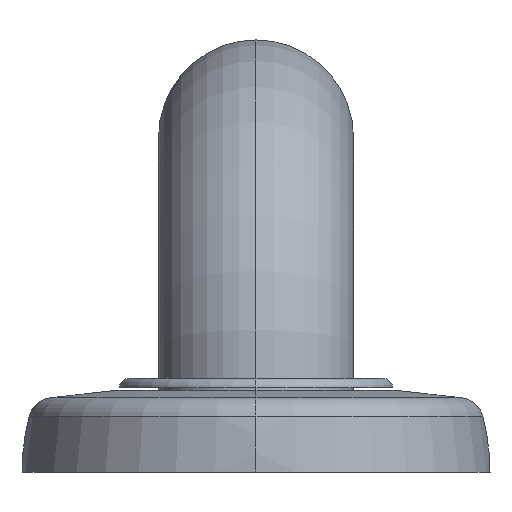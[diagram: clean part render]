
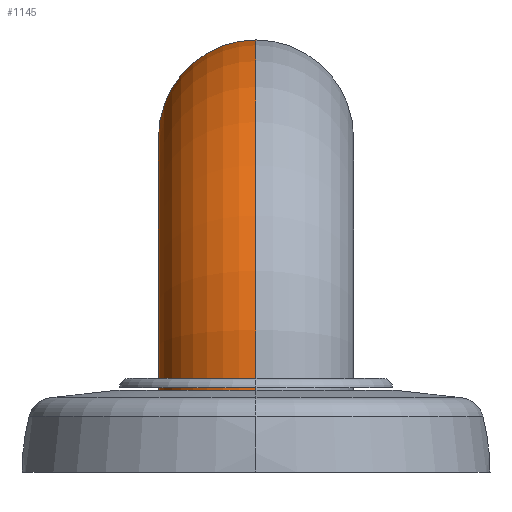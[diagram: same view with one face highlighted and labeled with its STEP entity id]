
A CAD part, left-side view. The second image highlights one B-rep face of the part: STEP entity #1145.
In plain terms, the highlighted toroidal (fillet/blend) face has major radius 41.275 mm and minor radius 15.875 mm.
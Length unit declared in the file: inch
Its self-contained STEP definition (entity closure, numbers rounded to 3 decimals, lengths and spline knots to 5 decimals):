
#1016=CARTESIAN_POINT('',(-24.,0.,0.52));
#1017=DIRECTION('',(0.,0.,-1.));
#1018=DIRECTION('',(-1.,0.,0.));
#1019=AXIS2_PLACEMENT_3D('',#1016,#1017,#1018);
#1021=CARTESIAN_POINT('',(-22.375,0.,0.52));
#1022=DIRECTION('',(0.,1.,0.));
#1023=DIRECTION('',(-1.,0.,0.));
#1024=AXIS2_PLACEMENT_3D('',#1021,#1022,#1023);
#1031=CARTESIAN_POINT('',(-22.375,0.,0.52));
#1032=DIRECTION('',(0.,1.,0.));
#1033=DIRECTION('',(-1.,0.,0.));
#1034=AXIS2_PLACEMENT_3D('',#1031,#1032,#1033);
#1073=CARTESIAN_POINT('',(-22.375,0.,2.145));
#1074=DIRECTION('',(1.,0.,0.));
#1075=DIRECTION('',(0.,0.,-1.));
#1076=AXIS2_PLACEMENT_3D('',#1073,#1074,#1075);
#1112=CARTESIAN_POINT('',(-23.375,0.,0.52));
#1113=CARTESIAN_POINT('',(-24.625,0.,0.52));
#1114=VERTEX_POINT('',#1112);
#1115=VERTEX_POINT('',#1113);
#1116=CARTESIAN_POINT('',(-22.375,0.,1.52));
#1117=CARTESIAN_POINT('',(-22.375,0.,2.77));
#1118=VERTEX_POINT('',#1116);
#1119=VERTEX_POINT('',#1117);
#1130=CARTESIAN_POINT('',(-22.375,0.,0.52));
#1131=DIRECTION('',(0.,1.,0.));
#1132=DIRECTION('',(1.,0.,0.));
#1133=AXIS2_PLACEMENT_3D('',#1130,#1131,#1132);
#1134=TOROIDAL_SURFACE('',#1133,1.625,0.625);
#1136=ORIENTED_EDGE('',*,*,#1135,.T.);
#1138=ORIENTED_EDGE('',*,*,#1137,.T.);
#1140=ORIENTED_EDGE('',*,*,#1139,.T.);
#1142=ORIENTED_EDGE('',*,*,#1141,.F.);
#1143=EDGE_LOOP('',(#1136,#1138,#1140,#1142));
#1144=FACE_OUTER_BOUND('',#1143,.F.);
#1145=ADVANCED_FACE('',(#1144),#1134,.T.);
#1020=CIRCLE('',#1019,0.625);
#1025=CIRCLE('',#1024,1.);
#1035=CIRCLE('',#1034,2.25);
#1077=CIRCLE('',#1076,0.625);
#1135=EDGE_CURVE('',#1115,#1114,#1020,.T.);
#1137=EDGE_CURVE('',#1114,#1118,#1025,.T.);
#1139=EDGE_CURVE('',#1118,#1119,#1077,.T.);
#1141=EDGE_CURVE('',#1115,#1119,#1035,.T.);
